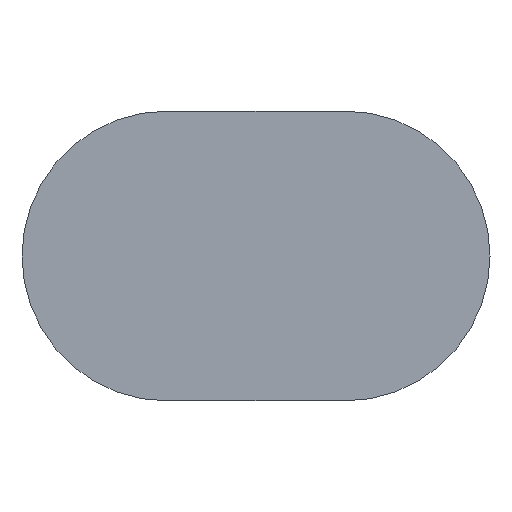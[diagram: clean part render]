
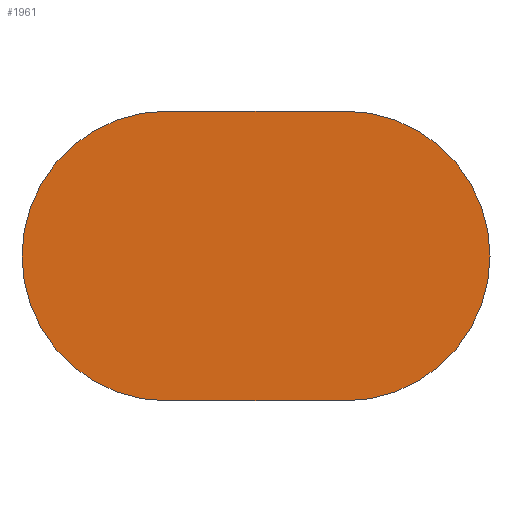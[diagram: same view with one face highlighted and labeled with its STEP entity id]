
A CAD part, front view. The second image highlights one B-rep face of the part: STEP entity #1961.
In plain terms, the highlighted planar face has unit normal (0, -1, 0).
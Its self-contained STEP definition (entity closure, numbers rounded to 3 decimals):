
#4 = DIRECTION ( 'NONE',  ( 1., 0., 0. ) ) ;
#92 = AXIS2_PLACEMENT_3D ( 'NONE', #291, #1799, #1407 ) ;
#102 = DIRECTION ( 'NONE',  ( 0., -1., 0. ) ) ;
#105 = FACE_OUTER_BOUND ( 'NONE', #887, .T. ) ;
#129 = AXIS2_PLACEMENT_3D ( 'NONE', #2320, #594, #606 ) ;
#159 = CARTESIAN_POINT ( 'NONE',  ( 0., 0., 3.25 ) ) ;
#239 = VERTEX_POINT ( 'NONE', #1984 ) ;
#263 = CARTESIAN_POINT ( 'NONE',  ( 0., 0., -3.25 ) ) ;
#291 = CARTESIAN_POINT ( 'NONE',  ( 0., 0., 0. ) ) ;
#320 = DIRECTION ( 'NONE',  ( -1., 0., 0. ) ) ;
#372 = VECTOR ( 'NONE', #320, 1000. ) ;
#462 = VERTEX_POINT ( 'NONE', #159 ) ;
#469 = LINE ( 'NONE', #1022, #372 ) ;
#594 = DIRECTION ( 'NONE',  ( 0., -1., 0. ) ) ;
#603 = CIRCLE ( 'NONE', #1309, 3.25 ) ;
#606 = DIRECTION ( 'NONE',  ( 0., 0., -1. ) ) ;
#681 = DIRECTION ( 'NONE',  ( 0., 0., -1. ) ) ;
#765 = EDGE_CURVE ( 'NONE', #1255, #239, #1856, .T. ) ;
#769 = CARTESIAN_POINT ( 'NONE',  ( 0., 0., -3.25 ) ) ;
#887 = EDGE_LOOP ( 'NONE', ( #935, #976, #1648, #1511 ) ) ;
#928 = LINE ( 'NONE', #769, #1465 ) ;
#935 = ORIENTED_EDGE ( 'NONE', *, *, #1397, .T. ) ;
#976 = ORIENTED_EDGE ( 'NONE', *, *, #1633, .T. ) ;
#1022 = CARTESIAN_POINT ( 'NONE',  ( 0., 0., 3.25 ) ) ;
#1148 = CARTESIAN_POINT ( 'NONE',  ( 4., 0., -3.25 ) ) ;
#1217 = CARTESIAN_POINT ( 'NONE',  ( 0., 0., 0. ) ) ;
#1255 = VERTEX_POINT ( 'NONE', #1148 ) ;
#1309 = AXIS2_PLACEMENT_3D ( 'NONE', #1217, #102, #681 ) ;
#1397 = EDGE_CURVE ( 'NONE', #462, #1715, #603, .T. ) ;
#1407 = DIRECTION ( 'NONE',  ( 0., 0., 1. ) ) ;
#1465 = VECTOR ( 'NONE', #4, 1000. ) ;
#1511 = ORIENTED_EDGE ( 'NONE', *, *, #1834, .T. ) ;
#1633 = EDGE_CURVE ( 'NONE', #1715, #1255, #928, .T. ) ;
#1648 = ORIENTED_EDGE ( 'NONE', *, *, #765, .T. ) ;
#1715 = VERTEX_POINT ( 'NONE', #263 ) ;
#1799 = DIRECTION ( 'NONE',  ( 0., 1., 0. ) ) ;
#1834 = EDGE_CURVE ( 'NONE', #239, #462, #469, .T. ) ;
#1856 = CIRCLE ( 'NONE', #129, 3.25 ) ;
#1961 = ADVANCED_FACE ( 'NONE', ( #105 ), #2339, .F. ) ;
#1984 = CARTESIAN_POINT ( 'NONE',  ( 4., 0., 3.25 ) ) ;
#2320 = CARTESIAN_POINT ( 'NONE',  ( 4., 0., 0. ) ) ;
#2339 = PLANE ( 'NONE',  #92 ) ;
